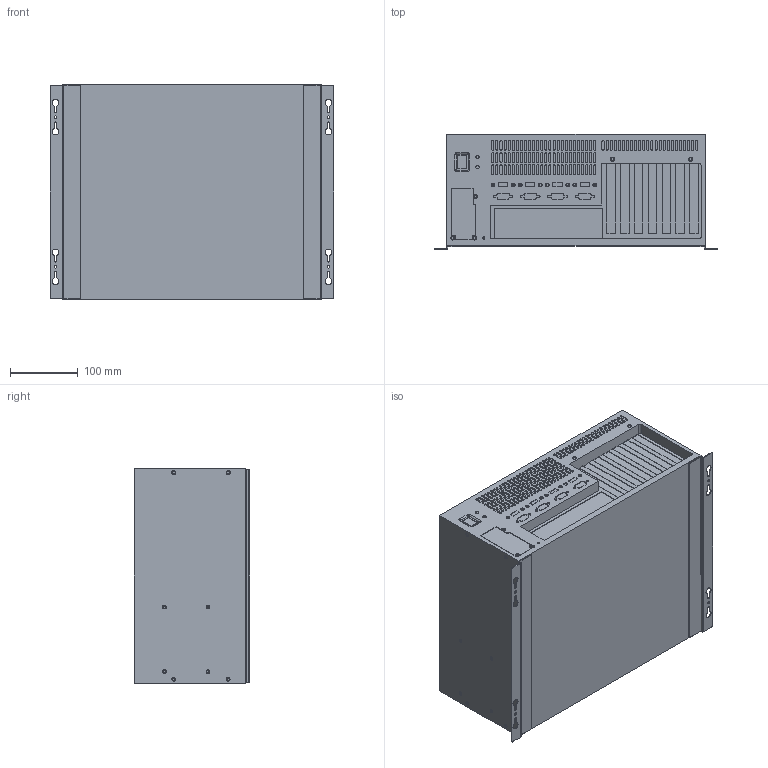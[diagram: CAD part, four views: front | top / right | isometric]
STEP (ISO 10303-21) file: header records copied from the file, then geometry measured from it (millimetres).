
FILE_DESCRIPTION (( 'STEP AP203' ), '1' );
FILE_NAME ('IPC-7120-1219.STEP', '2019-12-19T05:56:47', ( '' ), ( '' ), 'SwSTEP 2.0', 'SolidWorks 2016', '' );
FILE_SCHEMA (( 'CONFIG_CONTROL_DESIGN' ));
Products named in the file (1): IPC-7120-1219
Bounding box: 417.6 x 169.2 x 316 mm (x, y, z)
Volume: 19283924.7 mm3; surface area: 562418.4 mm2
Topology: 7 solids, 7 shells, 2084 faces, 4902 edges, 3266 vertices
Faces by surface type: plane 1027, cylinder 989, cone 64, torus 4
Entity records: 60646 total; most frequent: DIRECTION 11185, CARTESIAN_POINT 10256, ORIENTED_EDGE 9804, EDGE_CURVE 4902, AXIS2_PLACEMENT_3D 4199, VERTEX_POINT 3266, LINE 2787, VECTOR 2787
